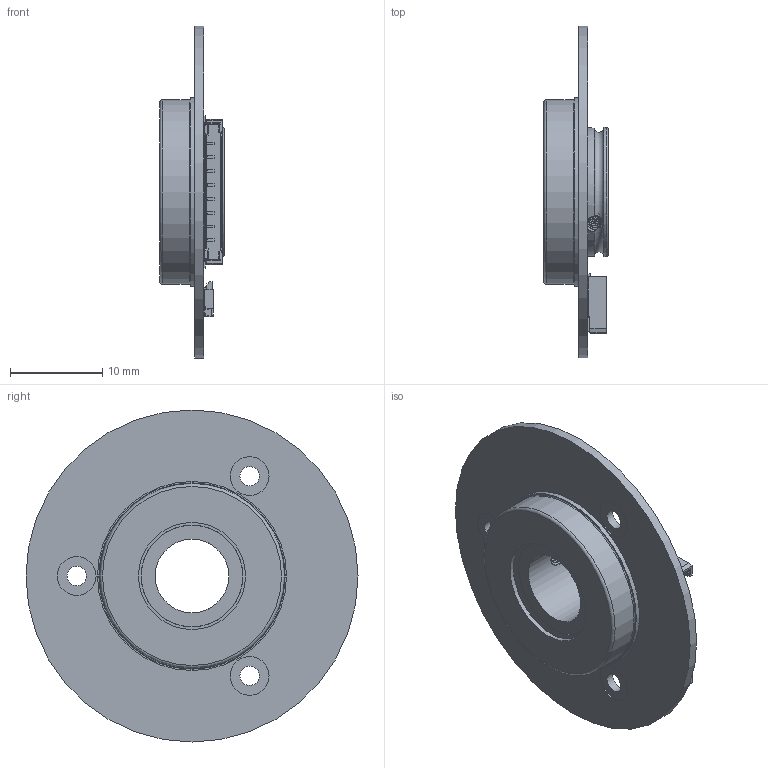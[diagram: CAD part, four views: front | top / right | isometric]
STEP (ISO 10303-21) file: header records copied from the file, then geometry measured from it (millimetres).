
FILE_DESCRIPTION (( 'STEP AP214' ), '1' );
FILE_NAME ('MBS-8-36.step', '2022-08-01T07:27:36', ( '' ), ( '' ), 'SwSTEP 2.0', 'SolidWorks 2021', '' );
FILE_SCHEMA (( 'AUTOMOTIVE_DESIGN' ));
Length unit declared in the file: millimetre
Products named in the file (1): MBS-8-36
Bounding box: 7 x 36 x 36 mm (x, y, z)
Volume: 1712.5 mm3; surface area: 4247.9 mm2
Topology: 6 solids, 6 shells, 918 faces, 2518 edges, 1631 vertices
Faces by surface type: plane 660, cylinder 119, bspline 109, sphere 16, cone 9, torus 5
Full cylindrical faces by diameter (mm): 2.1 x3, 4.2 x6, 8 x1, 11 x1, 11.02 x1, 11.6 x1, 14 x3, 15 x1, 19 x1, 20 x1, 20.5 x1, 36 x1
Entity records: 54168 total; most frequent: CARTESIAN_POINT 28910, ORIENTED_EDGE 4936, DIRECTION 4040, EDGE_CURVE 2468, VECTOR 1938, LINE 1938, VERTEX_POINT 1624, AXIS2_PLACEMENT_3D 1051
